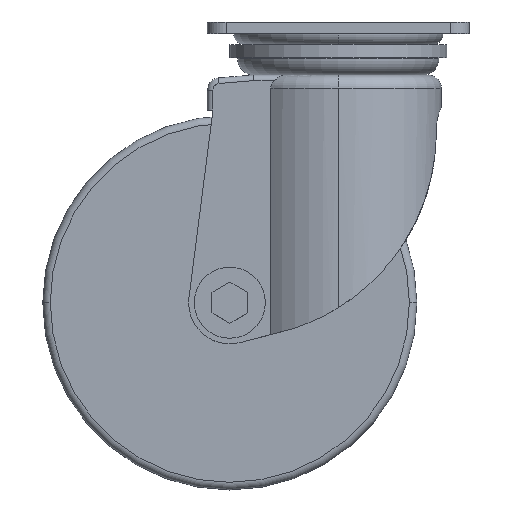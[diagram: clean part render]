
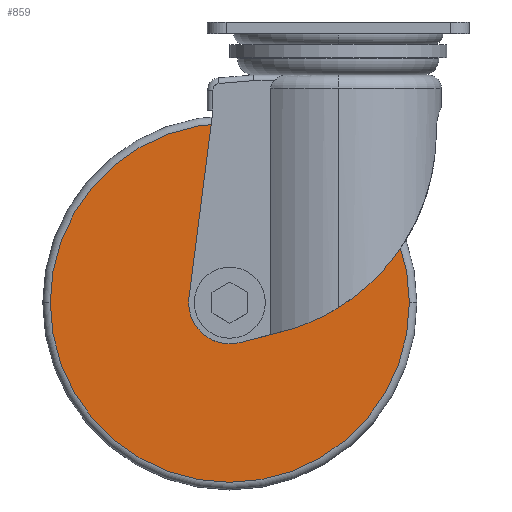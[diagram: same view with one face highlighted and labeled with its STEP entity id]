
A CAD part, top view. The second image highlights one B-rep face of the part: STEP entity #859.
In plain terms, the highlighted planar face has unit normal (0, 0, 1).
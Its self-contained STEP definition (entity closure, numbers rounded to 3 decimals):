
#300 = EDGE_CURVE ( 'NONE', #2597, #2573, #1947, .T. ) ;
#303 = EDGE_CURVE ( 'NONE', #2644, #2651, #1950, .T. ) ;
#357 = EDGE_CURVE ( 'NONE', #2651, #2644, #2176, .T. ) ;
#408 = EDGE_CURVE ( 'NONE', #2573, #2597, #2055, .T. ) ;
#591 = FACE_BOUND ( 'NONE', #3253, .T. ) ;
#594 = FACE_OUTER_BOUND ( 'NONE', #2677, .T. ) ;
#859 = ADVANCED_FACE ( 'NONE', ( #591, #594 ), #1494, .T. ) ;
#1250 = DIRECTION ( 'NONE',  ( 0., 0., -1. ) ) ;
#1283 = CARTESIAN_POINT ( 'NONE',  ( -58., -150., 31.5 ) ) ;
#1286 = DIRECTION ( 'NONE',  ( -1., 0., 0. ) ) ;
#1456 = DIRECTION ( 'NONE',  ( 0., 0., 1. ) ) ;
#1483 = DIRECTION ( 'NONE',  ( 1., 0., 0. ) ) ;
#1494 = PLANE ( 'NONE',  #2009 ) ;
#1495 = CARTESIAN_POINT ( 'NONE',  ( -58., -135.7, 31.5 ) ) ;
#1947 = CIRCLE ( 'NONE', #2120, 96. ) ;
#1950 = CIRCLE ( 'NONE', #2171, 14.3 ) ;
#1957 = AXIS2_PLACEMENT_3D ( 'NONE', #2331, #2330, #2332 ) ;
#2009 = AXIS2_PLACEMENT_3D ( 'NONE', #1495, #1456, #1483 ) ;
#2054 = AXIS2_PLACEMENT_3D ( 'NONE', #1283, #1250, #1286 ) ;
#2055 = CIRCLE ( 'NONE', #2054, 96. ) ;
#2120 = AXIS2_PLACEMENT_3D ( 'NONE', #2400, #2435, #2416 ) ;
#2171 = AXIS2_PLACEMENT_3D ( 'NONE', #2419, #2342, #2404 ) ;
#2176 = CIRCLE ( 'NONE', #1957, 14.3 ) ;
#2330 = DIRECTION ( 'NONE',  ( 0., 0., -1. ) ) ;
#2331 = CARTESIAN_POINT ( 'NONE',  ( -58., -150., 31.5 ) ) ;
#2332 = DIRECTION ( 'NONE',  ( -1., 0., 0. ) ) ;
#2342 = DIRECTION ( 'NONE',  ( 0., 0., -1. ) ) ;
#2400 = CARTESIAN_POINT ( 'NONE',  ( -58., -150., 31.5 ) ) ;
#2404 = DIRECTION ( 'NONE',  ( -1., 0., 0. ) ) ;
#2416 = DIRECTION ( 'NONE',  ( -1., 0., 0. ) ) ;
#2419 = CARTESIAN_POINT ( 'NONE',  ( -58., -150., 31.5 ) ) ;
#2435 = DIRECTION ( 'NONE',  ( 0., 0., -1. ) ) ;
#2573 = VERTEX_POINT ( 'NONE', #3047 ) ;
#2597 = VERTEX_POINT ( 'NONE', #3013 ) ;
#2644 = VERTEX_POINT ( 'NONE', #2772 ) ;
#2651 = VERTEX_POINT ( 'NONE', #2787 ) ;
#2677 = EDGE_LOOP ( 'NONE', ( #3168, #3191 ) ) ;
#2772 = CARTESIAN_POINT ( 'NONE',  ( -43.7, -150., 31.5 ) ) ;
#2787 = CARTESIAN_POINT ( 'NONE',  ( -72.3, -150., 31.5 ) ) ;
#3013 = CARTESIAN_POINT ( 'NONE',  ( 38., -150., 31.5 ) ) ;
#3047 = CARTESIAN_POINT ( 'NONE',  ( -154., -150., 31.5 ) ) ;
#3156 = ORIENTED_EDGE ( 'NONE', *, *, #357, .T. ) ;
#3168 = ORIENTED_EDGE ( 'NONE', *, *, #408, .F. ) ;
#3191 = ORIENTED_EDGE ( 'NONE', *, *, #300, .F. ) ;
#3214 = ORIENTED_EDGE ( 'NONE', *, *, #303, .T. ) ;
#3253 = EDGE_LOOP ( 'NONE', ( #3156, #3214 ) ) ;
